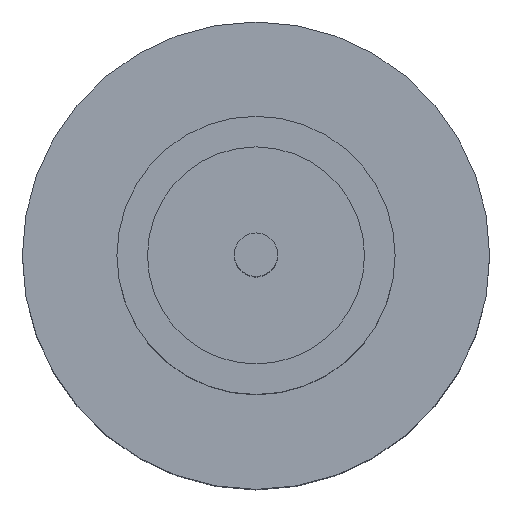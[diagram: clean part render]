
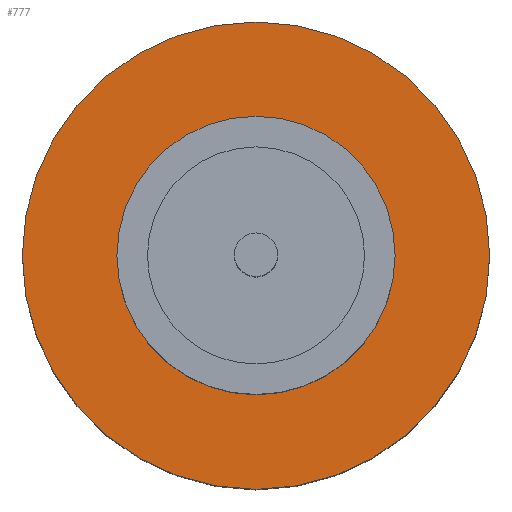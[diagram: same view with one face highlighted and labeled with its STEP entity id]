
A CAD part, top view. The second image highlights one B-rep face of the part: STEP entity #777.
In plain terms, the highlighted planar face has unit normal (0, 0, 1).
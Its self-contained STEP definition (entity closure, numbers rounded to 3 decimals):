
#4 = CARTESIAN_POINT ( 'NONE',  ( -1.25, 0., 1.55 ) ) ;
#31 = CARTESIAN_POINT ( 'NONE',  ( 2.1, 0., 1.55 ) ) ;
#37 = DIRECTION ( 'NONE',  ( 1., 0., 0. ) ) ;
#68 = DIRECTION ( 'NONE',  ( 0., 0., 1. ) ) ;
#72 = DIRECTION ( 'NONE',  ( 0., 0., 1. ) ) ;
#103 = AXIS2_PLACEMENT_3D ( 'NONE', #659, #68, #434 ) ;
#156 = EDGE_CURVE ( 'NONE', #185, #881, #676, .T. ) ;
#182 = DIRECTION ( 'NONE',  ( 1., 0., 0. ) ) ;
#183 = ORIENTED_EDGE ( 'NONE', *, *, #321, .T. ) ;
#185 = VERTEX_POINT ( 'NONE', #831 ) ;
#195 = CARTESIAN_POINT ( 'NONE',  ( -2.1, 0., 1.55 ) ) ;
#259 = VERTEX_POINT ( 'NONE', #195 ) ;
#321 = EDGE_CURVE ( 'NONE', #259, #415, #926, .T. ) ;
#415 = VERTEX_POINT ( 'NONE', #31 ) ;
#431 = ORIENTED_EDGE ( 'NONE', *, *, #800, .F. ) ;
#432 = FACE_OUTER_BOUND ( 'NONE', #744, .T. ) ;
#434 = DIRECTION ( 'NONE',  ( 1., 0., 0. ) ) ;
#438 = AXIS2_PLACEMENT_3D ( 'NONE', #877, #72, #594 ) ;
#471 = DIRECTION ( 'NONE',  ( 1., 0., 0. ) ) ;
#483 = EDGE_CURVE ( 'NONE', #415, #259, #666, .T. ) ;
#553 = CARTESIAN_POINT ( 'NONE',  ( 0., 0., 1.55 ) ) ;
#570 = AXIS2_PLACEMENT_3D ( 'NONE', #553, #839, #471 ) ;
#594 = DIRECTION ( 'NONE',  ( 1., 0., 0. ) ) ;
#612 = CARTESIAN_POINT ( 'NONE',  ( 0., 0., 1.55 ) ) ;
#620 = ORIENTED_EDGE ( 'NONE', *, *, #483, .T. ) ;
#635 = CARTESIAN_POINT ( 'NONE',  ( 0., 0., 1.55 ) ) ;
#649 = EDGE_LOOP ( 'NONE', ( #941, #431 ) ) ;
#650 = PLANE ( 'NONE',  #103 ) ;
#659 = CARTESIAN_POINT ( 'NONE',  ( 0., 0., 1.55 ) ) ;
#666 = CIRCLE ( 'NONE', #828, 2.1 ) ;
#676 = CIRCLE ( 'NONE', #570, 1.25 ) ;
#686 = DIRECTION ( 'NONE',  ( 0., 0., 1. ) ) ;
#701 = CIRCLE ( 'NONE', #438, 1.25 ) ;
#704 = DIRECTION ( 'NONE',  ( 0., 0., 1. ) ) ;
#711 = FACE_BOUND ( 'NONE', #649, .T. ) ;
#744 = EDGE_LOOP ( 'NONE', ( #183, #620 ) ) ;
#777 = ADVANCED_FACE ( 'NONE', ( #711, #432 ), #650, .T. ) ;
#800 = EDGE_CURVE ( 'NONE', #881, #185, #701, .T. ) ;
#828 = AXIS2_PLACEMENT_3D ( 'NONE', #635, #704, #182 ) ;
#831 = CARTESIAN_POINT ( 'NONE',  ( 1.25, 0., 1.55 ) ) ;
#839 = DIRECTION ( 'NONE',  ( 0., 0., 1. ) ) ;
#877 = CARTESIAN_POINT ( 'NONE',  ( 0., 0., 1.55 ) ) ;
#880 = AXIS2_PLACEMENT_3D ( 'NONE', #612, #686, #37 ) ;
#881 = VERTEX_POINT ( 'NONE', #4 ) ;
#926 = CIRCLE ( 'NONE', #880, 2.1 ) ;
#941 = ORIENTED_EDGE ( 'NONE', *, *, #156, .F. ) ;
